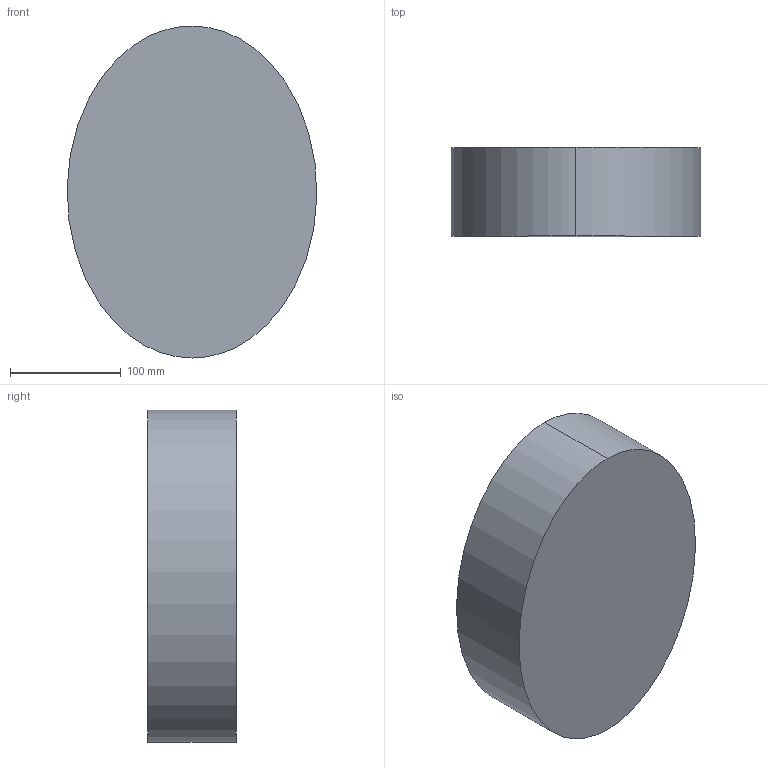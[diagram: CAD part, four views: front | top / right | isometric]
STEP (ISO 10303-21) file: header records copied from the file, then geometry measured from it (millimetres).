
FILE_DESCRIPTION (( 'STEP AP203' ), '1' );
FILE_NAME ('top_Default_sldprt.STEP', '2016-01-20T12:26:40', ( '' ), ( '' ), 'SwSTEP 2.0', 'SolidWorks 2014', '' );
FILE_SCHEMA (( 'CONFIG_CONTROL_DESIGN' ));
Length unit declared in the file: millimetre
Products named in the file (1): top_Default_sldprt
Bounding box: 225.53 x 80 x 300 mm (x, y, z)
Volume: 4252694.3 mm3; surface area: 172708.7 mm2
Topology: 1 solids, 1 shells, 4 faces, 6 edges, 4 vertices
Faces by surface type: bspline 2, plane 2
Entity records: 173 total; most frequent: CARTESIAN_POINT 41, ORIENTED_EDGE 12, PERSON_AND_ORGANIZATION 8, DIRECTION 8, EDGE_CURVE 6, LOCAL_TIME 5, COORDINATED_UNIVERSAL_TIME_OFFSET 5, DATE_AND_TIME 5
